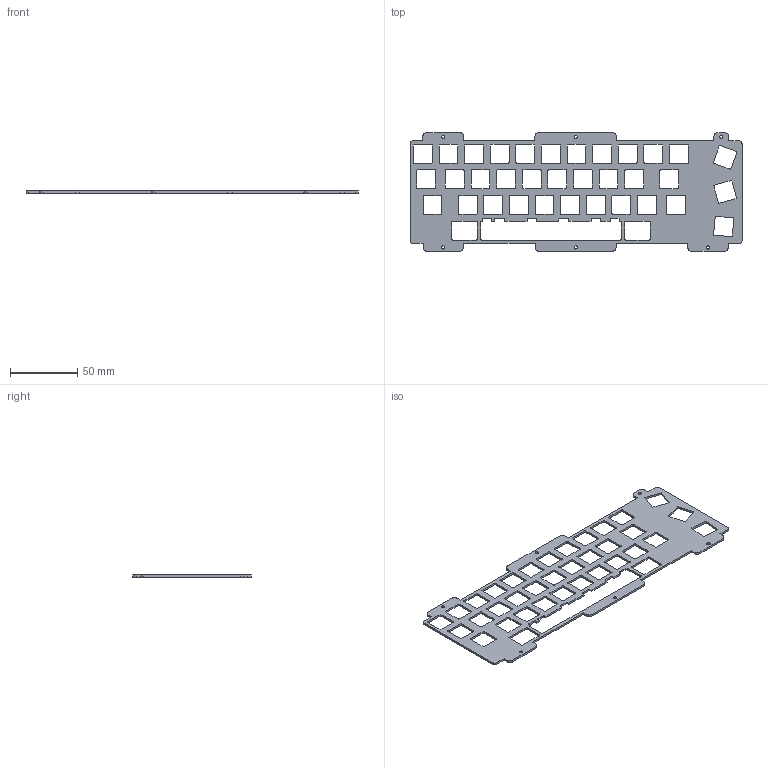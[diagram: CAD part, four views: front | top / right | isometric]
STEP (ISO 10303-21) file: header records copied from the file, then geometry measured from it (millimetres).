
FILE_DESCRIPTION(/* description */ (''),/* implementation_level */ '2;1');
FILE_NAME(/* name */ 'qazimodo plate.step',/* time_stamp */ '2024-10-31T16:06:24-04:00',/* author */ (''),/* organization */ (''),/* preprocessor_version */ 'ST-DEVELOPER v20',/* originating_system */ 'Autodesk Translation Framework v13.20.0.188',/* authorisation */ '');
FILE_SCHEMA (('AUTOMOTIVE_DESIGN { 1 0 10303 214 3 1 1 }'));
Length unit declared in the file: millimetre
Products named in the file (1): Case 3 v2
Bounding box: 246.86 x 88.45 x 1.5 mm (x, y, z)
Volume: 17078.5 mm3; surface area: 27282.8 mm2
Topology: 1 solids, 1 shells, 400 faces, 1194 edges, 796 vertices
Faces by surface type: plane 210, cylinder 190
Full cylindrical faces by diameter (mm): 2.4 x6
Entity records: 13739 total; most frequent: CARTESIAN_POINT 2391, ORIENTED_EDGE 2388, DIRECTION 2376, EDGE_CURVE 1194, LINE 814, VECTOR 814, VERTEX_POINT 796, AXIS2_PLACEMENT_3D 781
